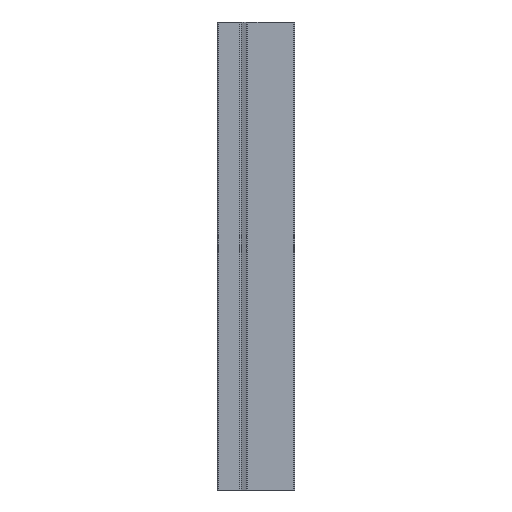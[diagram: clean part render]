
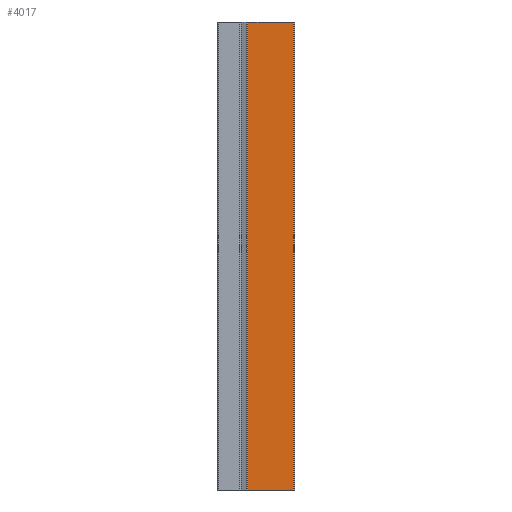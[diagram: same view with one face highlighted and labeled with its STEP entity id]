
A CAD part, left-side view. The second image highlights one B-rep face of the part: STEP entity #4017.
In plain terms, the highlighted face is planar.
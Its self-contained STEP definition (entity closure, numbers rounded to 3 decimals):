
#131=PLANE('',#4343);
#269=LINE('',#6817,#533);
#270=LINE('',#6819,#534);
#271=LINE('',#6821,#535);
#272=LINE('',#6823,#536);
#533=VECTOR('',#5004,1000.);
#534=VECTOR('',#5007,1000.);
#535=VECTOR('',#5008,1000.);
#536=VECTOR('',#5009,1000.);
#1176=ORIENTED_EDGE('',*,*,#2196,.F.);
#1177=ORIENTED_EDGE('',*,*,#2195,.F.);
#1178=ORIENTED_EDGE('',*,*,#2197,.T.);
#1179=ORIENTED_EDGE('',*,*,#2198,.T.);
#2195=EDGE_CURVE('',#2683,#2682,#269,.T.);
#2196=EDGE_CURVE('',#2682,#2684,#270,.T.);
#2197=EDGE_CURVE('',#2683,#2685,#271,.T.);
#2198=EDGE_CURVE('',#2685,#2684,#272,.T.);
#2682=VERTEX_POINT('',#6814);
#2683=VERTEX_POINT('',#6816);
#2684=VERTEX_POINT('',#6820);
#2685=VERTEX_POINT('',#6822);
#3089=EDGE_LOOP('',(#1176,#1177,#1178,#1179));
#3499=FACE_BOUND('',#3089,.T.);
#4017=ADVANCED_FACE('',(#3499),#131,.T.);
#4343=AXIS2_PLACEMENT_3D('',#6818,#5005,#5006);
#5004=DIRECTION('',(0.,0.,1.));
#5005=DIRECTION('',(1.,0.,0.));
#5006=DIRECTION('',(0.,0.,-1.));
#5007=DIRECTION('',(0.,1.,0.));
#5008=DIRECTION('',(0.,1.,0.));
#5009=DIRECTION('',(0.,0.,1.));
#6814=CARTESIAN_POINT('',(40.5,0.5,0.));
#6816=CARTESIAN_POINT('',(40.5,0.5,-175.));
#6817=CARTESIAN_POINT('',(40.5,0.5,-175.));
#6818=CARTESIAN_POINT('',(40.5,0.5,-175.));
#6819=CARTESIAN_POINT('',(40.5,0.5,0.));
#6820=CARTESIAN_POINT('',(40.5,17.535,0.));
#6821=CARTESIAN_POINT('',(40.5,0.5,-175.));
#6822=CARTESIAN_POINT('',(40.5,17.535,-175.));
#6823=CARTESIAN_POINT('',(40.5,17.535,-175.));
